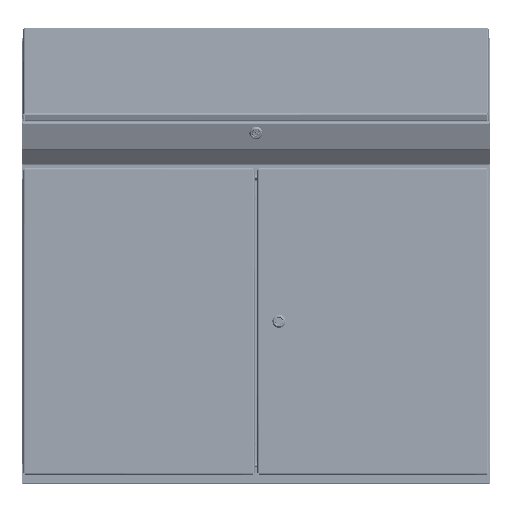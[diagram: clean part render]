
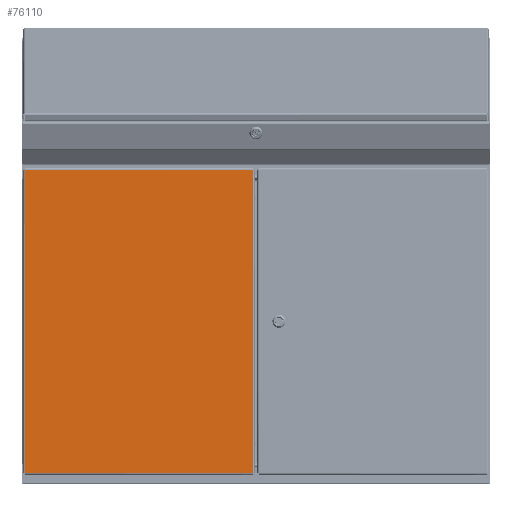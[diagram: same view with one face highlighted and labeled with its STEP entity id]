
A CAD part, top view. The second image highlights one B-rep face of the part: STEP entity #76110.
In plain terms, the highlighted planar face has unit normal (0, 0, 1).
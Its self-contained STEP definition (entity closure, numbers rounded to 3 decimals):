
#1457 = LINE ( 'NONE', #84471, #64006 ) ;
#4698 = LINE ( 'NONE', #96982, #6466 ) ;
#6069 = ORIENTED_EDGE ( 'NONE', *, *, #62726, .T. ) ;
#6466 = VECTOR ( 'NONE', #8932, 1000. ) ;
#8932 = DIRECTION ( 'NONE',  ( -1., 0., 0. ) ) ;
#12037 = ORIENTED_EDGE ( 'NONE', *, *, #117894, .T. ) ;
#17798 = CARTESIAN_POINT ( 'NONE',  ( 243.25, -324., 0. ) ) ;
#18744 = VERTEX_POINT ( 'NONE', #123756 ) ;
#23524 = LINE ( 'NONE', #65082, #70724 ) ;
#33842 = EDGE_CURVE ( 'NONE', #41558, #83114, #23524, .T. ) ;
#35033 = DIRECTION ( 'NONE',  ( -1., 0., 0. ) ) ;
#37527 = ORIENTED_EDGE ( 'NONE', *, *, #134722, .T. ) ;
#41558 = VERTEX_POINT ( 'NONE', #118583 ) ;
#48098 = AXIS2_PLACEMENT_3D ( 'NONE', #122719, #100033, #35033 ) ;
#50271 = DIRECTION ( 'NONE',  ( 0., 1., 0. ) ) ;
#54073 = CARTESIAN_POINT ( 'NONE',  ( -243.25, -324., 0. ) ) ;
#62726 = EDGE_CURVE ( 'NONE', #18744, #41558, #4698, .T. ) ;
#63513 = VERTEX_POINT ( 'NONE', #75510 ) ;
#64006 = VECTOR ( 'NONE', #138884, 1000. ) ;
#65082 = CARTESIAN_POINT ( 'NONE',  ( -243.25, 324., 0. ) ) ;
#70724 = VECTOR ( 'NONE', #107025, 1000. ) ;
#75510 = CARTESIAN_POINT ( 'NONE',  ( 243.25, -324., 0. ) ) ;
#76110 = ADVANCED_FACE ( 'NONE', ( #129391 ), #111816, .F. ) ;
#83114 = VERTEX_POINT ( 'NONE', #54073 ) ;
#84000 = ORIENTED_EDGE ( 'NONE', *, *, #33842, .T. ) ;
#84471 = CARTESIAN_POINT ( 'NONE',  ( -243.25, -324., 0. ) ) ;
#96982 = CARTESIAN_POINT ( 'NONE',  ( 243.25, 324., 0. ) ) ;
#97204 = EDGE_LOOP ( 'NONE', ( #37527, #12037, #6069, #84000 ) ) ;
#97952 = VECTOR ( 'NONE', #50271, 1000. ) ;
#100033 = DIRECTION ( 'NONE',  ( 0., 0., -1. ) ) ;
#106374 = LINE ( 'NONE', #17798, #97952 ) ;
#107025 = DIRECTION ( 'NONE',  ( 0., -1., 0. ) ) ;
#111816 = PLANE ( 'NONE',  #48098 ) ;
#117894 = EDGE_CURVE ( 'NONE', #63513, #18744, #106374, .T. ) ;
#118583 = CARTESIAN_POINT ( 'NONE',  ( -243.25, 324., 0. ) ) ;
#122719 = CARTESIAN_POINT ( 'NONE',  ( 247.25, 328., 0. ) ) ;
#123756 = CARTESIAN_POINT ( 'NONE',  ( 243.25, 324., 0. ) ) ;
#129391 = FACE_OUTER_BOUND ( 'NONE', #97204, .T. ) ;
#134722 = EDGE_CURVE ( 'NONE', #83114, #63513, #1457, .T. ) ;
#138884 = DIRECTION ( 'NONE',  ( 1., 0., 0. ) ) ;
